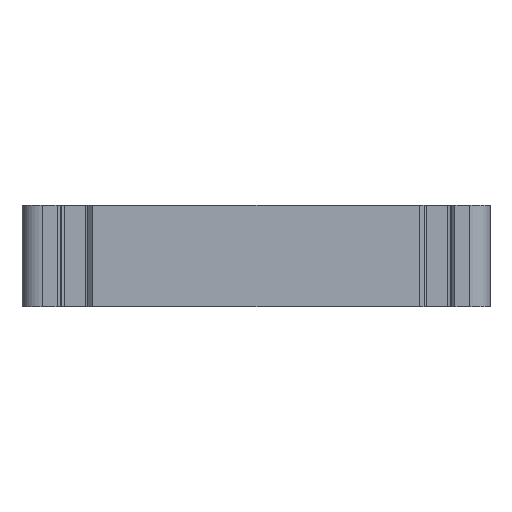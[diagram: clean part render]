
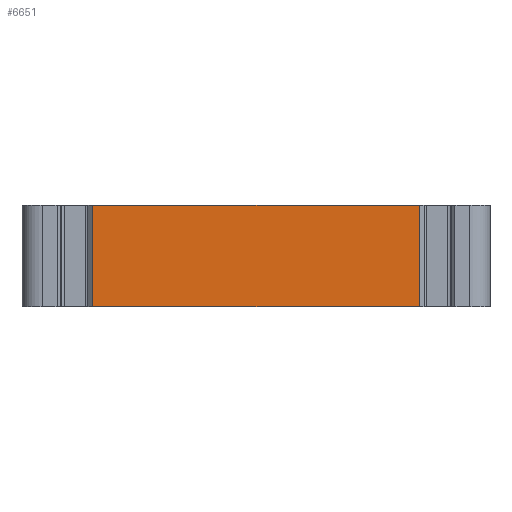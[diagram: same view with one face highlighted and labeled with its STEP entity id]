
A CAD part, front view. The second image highlights one B-rep face of the part: STEP entity #6651.
In plain terms, the highlighted planar face has unit normal (0, -1, 0).
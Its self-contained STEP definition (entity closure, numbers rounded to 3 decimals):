
#6595=CARTESIAN_POINT('',(39.05,0.0,10.0));
#6596=VERTEX_POINT('',#6595);
#6603=CARTESIAN_POINT('',(39.05,0.0,0.0));
#6604=VERTEX_POINT('',#6603);
#6605=CARTESIAN_POINT('',(39.05,0.0,0.0));
#6606=DIRECTION('',(0.0,0.0,1.0));
#6607=VECTOR('',#6606,10.0);
#6608=LINE('',#6605,#6607);
#6609=EDGE_CURVE('',#6604,#6596,#6608,.T.);
#6621=CARTESIAN_POINT('',(39.05,0.0,0.0));
#6622=DIRECTION('',(0.0,-1.0,0.0));
#6623=DIRECTION('',(0.0,0.0,-1.0));
#6624=AXIS2_PLACEMENT_3D('',#6621,#6622,#6623);
#6625=PLANE('',#6624);
#6626=CARTESIAN_POINT('',(6.95,0.0,10.0));
#6627=VERTEX_POINT('',#6626);
#6628=CARTESIAN_POINT('',(39.05,0.0,10.0));
#6629=DIRECTION('',(-1.0,0.0,0.0));
#6630=VECTOR('',#6629,32.1);
#6631=LINE('',#6628,#6630);
#6632=EDGE_CURVE('',#6596,#6627,#6631,.T.);
#6633=ORIENTED_EDGE('',*,*,#6632,.T.);
#6634=CARTESIAN_POINT('',(6.95,0.0,0.0));
#6635=VERTEX_POINT('',#6634);
#6636=CARTESIAN_POINT('',(6.95,0.0,0.0));
#6637=DIRECTION('',(0.0,0.0,1.0));
#6638=VECTOR('',#6637,10.0);
#6639=LINE('',#6636,#6638);
#6640=EDGE_CURVE('',#6635,#6627,#6639,.T.);
#6641=ORIENTED_EDGE('',*,*,#6640,.F.);
#6642=CARTESIAN_POINT('',(39.05,0.0,0.0));
#6643=DIRECTION('',(-1.0,0.0,0.0));
#6644=VECTOR('',#6643,32.1);
#6645=LINE('',#6642,#6644);
#6646=EDGE_CURVE('',#6604,#6635,#6645,.T.);
#6647=ORIENTED_EDGE('',*,*,#6646,.F.);
#6648=ORIENTED_EDGE('',*,*,#6609,.T.);
#6649=EDGE_LOOP('',(#6633,#6641,#6647,#6648));
#6650=FACE_OUTER_BOUND('',#6649,.T.);
#6651=ADVANCED_FACE('',(#6650),#6625,.T.);
